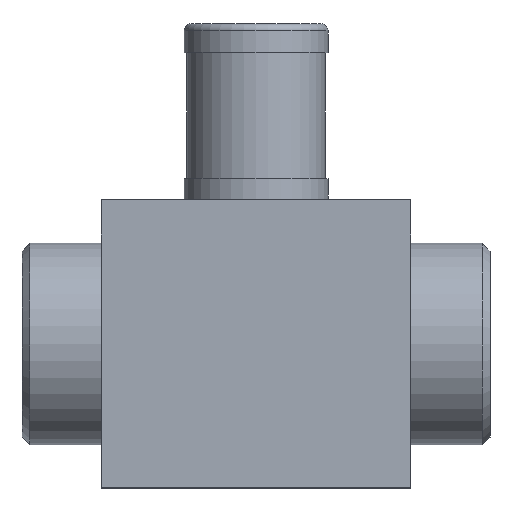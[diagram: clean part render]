
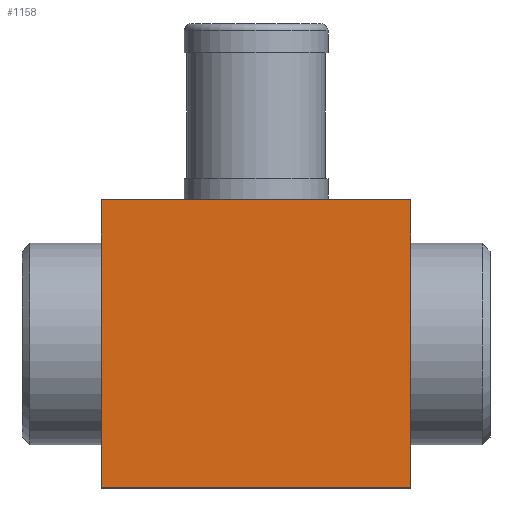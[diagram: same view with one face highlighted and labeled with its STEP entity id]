
A CAD part, top view. The second image highlights one B-rep face of the part: STEP entity #1158.
In plain terms, the highlighted planar face has unit normal (0, 0, 1).
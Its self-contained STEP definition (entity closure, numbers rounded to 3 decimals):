
#33=PLANE('',#1291);
#77=LINE('',#2117,#117);
#80=LINE('',#2123,#120);
#81=LINE('',#2125,#121);
#82=LINE('',#2127,#122);
#117=VECTOR('',#1535,1000.);
#120=VECTOR('',#1540,1000.);
#121=VECTOR('',#1541,1000.);
#122=VECTOR('',#1542,1000.);
#309=ORIENTED_EDGE('',*,*,#593,.T.);
#310=ORIENTED_EDGE('',*,*,#594,.F.);
#311=ORIENTED_EDGE('',*,*,#595,.F.);
#312=ORIENTED_EDGE('',*,*,#590,.T.);
#590=EDGE_CURVE('',#727,#726,#77,.T.);
#593=EDGE_CURVE('',#726,#729,#80,.T.);
#594=EDGE_CURVE('',#730,#729,#81,.T.);
#595=EDGE_CURVE('',#727,#730,#82,.T.);
#726=VERTEX_POINT('',#2116);
#727=VERTEX_POINT('',#2118);
#729=VERTEX_POINT('',#2124);
#730=VERTEX_POINT('',#2126);
#826=EDGE_LOOP('',(#309,#310,#311,#312));
#984=FACE_BOUND('',#826,.T.);
#1158=ADVANCED_FACE('',(#984),#33,.F.);
#1291=AXIS2_PLACEMENT_3D('',#2122,#1538,#1539);
#1535=DIRECTION('',(-1.,0.,0.));
#1538=DIRECTION('',(0.,0.,-1.));
#1539=DIRECTION('',(-1.,0.,0.));
#1540=DIRECTION('',(0.,-1.,0.));
#1541=DIRECTION('',(-1.,0.,0.));
#1542=DIRECTION('',(0.,-1.,0.));
#2116=CARTESIAN_POINT('',(-21.5,40.,20.));
#2117=CARTESIAN_POINT('',(21.5,40.,20.));
#2118=CARTESIAN_POINT('',(21.5,40.,20.));
#2122=CARTESIAN_POINT('',(21.5,40.,20.));
#2123=CARTESIAN_POINT('',(-21.5,40.,20.));
#2124=CARTESIAN_POINT('',(-21.5,0.,20.));
#2125=CARTESIAN_POINT('',(21.5,0.,20.));
#2126=CARTESIAN_POINT('',(21.5,0.,20.));
#2127=CARTESIAN_POINT('',(21.5,40.,20.));
